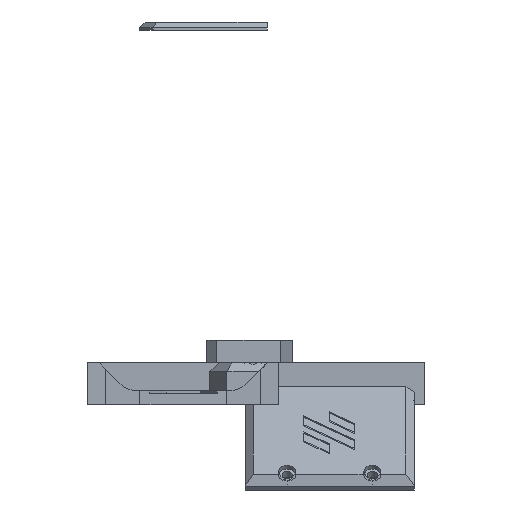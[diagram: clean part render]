
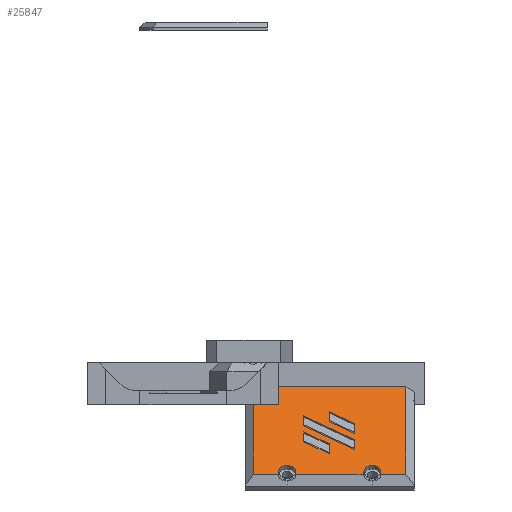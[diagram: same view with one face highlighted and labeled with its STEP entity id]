
A CAD part, left-side view. The second image highlights one B-rep face of the part: STEP entity #25847.
In plain terms, the highlighted planar face has unit normal (-0.707, 0, 0.707).
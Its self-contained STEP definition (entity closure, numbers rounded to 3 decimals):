
#143=FACE_BOUND('',#2750,.T.);
#144=FACE_BOUND('',#2751,.T.);
#145=FACE_BOUND('',#2752,.T.);
#319=CIRCLE('',#27262,3.);
#320=CIRCLE('',#27263,3.);
#321=CIRCLE('',#27279,3.);
#322=CIRCLE('',#27280,3.);
#1341=FACE_OUTER_BOUND('',#2749,.T.);
#2749=EDGE_LOOP('',(#20932,#20933,#20934,#20935,#20936,#20937,#20938,#20939,
#20940,#20941));
#2750=EDGE_LOOP('',(#20942,#20943,#20944,#20945));
#2751=EDGE_LOOP('',(#20946,#20947,#20948,#20949));
#2752=EDGE_LOOP('',(#20950,#20951,#20952,#20953));
#5465=LINE('',#38917,#8944);
#5469=LINE('',#38926,#8948);
#5473=LINE('',#38935,#8952);
#5481=LINE('',#38962,#8960);
#5484=LINE('',#38968,#8963);
#5487=LINE('',#38974,#8966);
#5489=LINE('',#38979,#8968);
#5492=LINE('',#38983,#8971);
#5494=LINE('',#38989,#8973);
#5497=LINE('',#38993,#8976);
#5499=LINE('',#38999,#8978);
#5502=LINE('',#39003,#8981);
#5506=LINE('',#39019,#8985);
#5507=LINE('',#39021,#8986);
#5508=LINE('',#39023,#8987);
#5509=LINE('',#39025,#8988);
#5510=LINE('',#39026,#8989);
#5511=LINE('',#39027,#8990);
#8944=VECTOR('',#31776,10.);
#8948=VECTOR('',#31782,10.);
#8952=VECTOR('',#31788,10.);
#8960=VECTOR('',#31816,10.);
#8963=VECTOR('',#31821,10.);
#8966=VECTOR('',#31826,10.);
#8968=VECTOR('',#31830,10.);
#8971=VECTOR('',#31835,10.);
#8973=VECTOR('',#31841,10.);
#8976=VECTOR('',#31846,10.);
#8978=VECTOR('',#31852,10.);
#8981=VECTOR('',#31857,10.);
#8985=VECTOR('',#31875,10.);
#8986=VECTOR('',#31876,10.);
#8987=VECTOR('',#31877,10.);
#8988=VECTOR('',#31878,10.);
#8989=VECTOR('',#31879,10.);
#8990=VECTOR('',#31880,10.);
#11748=VERTEX_POINT('',#38914);
#11749=VERTEX_POINT('',#38916);
#11752=VERTEX_POINT('',#38923);
#11753=VERTEX_POINT('',#38925);
#11756=VERTEX_POINT('',#38932);
#11757=VERTEX_POINT('',#38934);
#11762=VERTEX_POINT('',#38950);
#11763=VERTEX_POINT('',#38951);
#11764=VERTEX_POINT('',#38953);
#11766=VERTEX_POINT('',#38960);
#11768=VERTEX_POINT('',#38966);
#11770=VERTEX_POINT('',#38972);
#11772=VERTEX_POINT('',#38978);
#11774=VERTEX_POINT('',#38988);
#11776=VERTEX_POINT('',#38998);
#11778=VERTEX_POINT('',#39010);
#11779=VERTEX_POINT('',#39011);
#11780=VERTEX_POINT('',#39013);
#11781=VERTEX_POINT('',#39018);
#11782=VERTEX_POINT('',#39020);
#11783=VERTEX_POINT('',#39022);
#11784=VERTEX_POINT('',#39024);
#14934=EDGE_CURVE('',#11749,#11748,#5465,.T.);
#14938=EDGE_CURVE('',#11753,#11752,#5469,.T.);
#14942=EDGE_CURVE('',#11757,#11756,#5473,.T.);
#14950=EDGE_CURVE('',#11764,#11762,#319,.T.);
#14952=EDGE_CURVE('',#11763,#11764,#320,.T.);
#14955=EDGE_CURVE('',#11748,#11766,#5481,.T.);
#14958=EDGE_CURVE('',#11752,#11768,#5484,.T.);
#14961=EDGE_CURVE('',#11756,#11770,#5487,.T.);
#14963=EDGE_CURVE('',#11772,#11753,#5489,.T.);
#14966=EDGE_CURVE('',#11768,#11772,#5492,.T.);
#14968=EDGE_CURVE('',#11774,#11749,#5494,.T.);
#14971=EDGE_CURVE('',#11766,#11774,#5497,.T.);
#14973=EDGE_CURVE('',#11776,#11757,#5499,.T.);
#14976=EDGE_CURVE('',#11770,#11776,#5502,.T.);
#14980=EDGE_CURVE('',#11780,#11778,#321,.T.);
#14982=EDGE_CURVE('',#11779,#11780,#322,.T.);
#14983=EDGE_CURVE('',#11781,#11762,#5506,.T.);
#14984=EDGE_CURVE('',#11782,#11781,#5507,.T.);
#14985=EDGE_CURVE('',#11783,#11782,#5508,.T.);
#14986=EDGE_CURVE('',#11784,#11783,#5509,.T.);
#14987=EDGE_CURVE('',#11779,#11784,#5510,.T.);
#14988=EDGE_CURVE('',#11763,#11778,#5511,.T.);
#20932=ORIENTED_EDGE('',*,*,#14983,.F.);
#20933=ORIENTED_EDGE('',*,*,#14984,.F.);
#20934=ORIENTED_EDGE('',*,*,#14985,.F.);
#20935=ORIENTED_EDGE('',*,*,#14986,.F.);
#20936=ORIENTED_EDGE('',*,*,#14987,.F.);
#20937=ORIENTED_EDGE('',*,*,#14982,.T.);
#20938=ORIENTED_EDGE('',*,*,#14980,.T.);
#20939=ORIENTED_EDGE('',*,*,#14988,.F.);
#20940=ORIENTED_EDGE('',*,*,#14952,.T.);
#20941=ORIENTED_EDGE('',*,*,#14950,.T.);
#20942=ORIENTED_EDGE('',*,*,#14971,.T.);
#20943=ORIENTED_EDGE('',*,*,#14968,.T.);
#20944=ORIENTED_EDGE('',*,*,#14934,.T.);
#20945=ORIENTED_EDGE('',*,*,#14955,.T.);
#20946=ORIENTED_EDGE('',*,*,#14966,.T.);
#20947=ORIENTED_EDGE('',*,*,#14963,.T.);
#20948=ORIENTED_EDGE('',*,*,#14938,.T.);
#20949=ORIENTED_EDGE('',*,*,#14958,.T.);
#20950=ORIENTED_EDGE('',*,*,#14976,.T.);
#20951=ORIENTED_EDGE('',*,*,#14973,.T.);
#20952=ORIENTED_EDGE('',*,*,#14942,.T.);
#20953=ORIENTED_EDGE('',*,*,#14961,.T.);
#24598=PLANE('',#27281);
#25847=ADVANCED_FACE('',(#1341,#143,#144,#145),#24598,.F.);
#27262=AXIS2_PLACEMENT_3D('',#38954,#31807,#31808);
#27263=AXIS2_PLACEMENT_3D('',#38956,#31810,#31811);
#27279=AXIS2_PLACEMENT_3D('',#39014,#31868,#31869);
#27280=AXIS2_PLACEMENT_3D('',#39016,#31871,#31872);
#27281=AXIS2_PLACEMENT_3D('',#39017,#31873,#31874);
#31776=DIRECTION('',(0.388,0.836,0.388));
#31782=DIRECTION('',(0.707,0.,0.707));
#31788=DIRECTION('',(-0.388,-0.836,-0.388));
#31807=DIRECTION('center_axis',(0.707,0.,
-0.707));
#31808=DIRECTION('ref_axis',(0.,-1.,0.));
#31810=DIRECTION('center_axis',(0.707,0.,
-0.707));
#31811=DIRECTION('ref_axis',(0.,-1.,0.));
#31816=DIRECTION('',(0.707,0.,0.707));
#31821=DIRECTION('',(-0.388,-0.836,-0.388));
#31826=DIRECTION('',(-0.707,0.,-0.707));
#31830=DIRECTION('',(0.388,0.836,0.388));
#31835=DIRECTION('',(-0.707,0.,-0.707));
#31841=DIRECTION('',(-0.707,0.,-0.707));
#31846=DIRECTION('',(-0.388,-0.836,-0.388));
#31852=DIRECTION('',(0.707,0.,0.707));
#31857=DIRECTION('',(0.388,0.836,0.388));
#31868=DIRECTION('center_axis',(0.707,0.,
-0.707));
#31869=DIRECTION('ref_axis',(0.,-1.,0.));
#31871=DIRECTION('center_axis',(0.707,0.,
-0.707));
#31872=DIRECTION('ref_axis',(0.,-1.,0.));
#31873=DIRECTION('center_axis',(0.707,0.,
-0.707));
#31874=DIRECTION('ref_axis',(0.707,0.,0.707));
#31875=DIRECTION('',(0.,1.,0.));
#31876=DIRECTION('',(-0.707,0.,-0.707));
#31877=DIRECTION('',(0.,-1.,0.));
#31878=DIRECTION('',(0.707,0.,0.707));
#31879=DIRECTION('',(0.,1.,0.));
#31880=DIRECTION('',(0.,1.,0.));
#38914=CARTESIAN_POINT('',(29.273,41.009,-12.727));
#38916=CARTESIAN_POINT('',(25.028,31.875,-16.972));
#38917=CARTESIAN_POINT('',(26.088,34.155,-15.912));
#38923=CARTESIAN_POINT('',(38.097,41.009,-3.903));
#38925=CARTESIAN_POINT('',(34.994,41.009,-7.006));
#38926=CARTESIAN_POINT('',(33.618,41.009,-8.382));
#38932=CARTESIAN_POINT('',(35.325,22.752,-6.675));
#38934=CARTESIAN_POINT('',(39.571,31.886,-2.429));
#38935=CARTESIAN_POINT('',(38.435,29.442,-3.565));
#38950=CARTESIAN_POINT('',(17.321,13.902,-24.679));
#38951=CARTESIAN_POINT('',(17.321,19.098,-24.679));
#38953=CARTESIAN_POINT('',(18.382,19.5,-23.618));
#38954=CARTESIAN_POINT('Origin',(18.382,16.5,-23.618));
#38956=CARTESIAN_POINT('Origin',(18.382,16.5,-23.618));
#38960=CARTESIAN_POINT('',(32.377,41.009,-9.623));
#38962=CARTESIAN_POINT('',(30.757,41.009,-11.243));
#38966=CARTESIAN_POINT('',(29.606,22.739,-12.394));
#38968=CARTESIAN_POINT('',(35.703,35.858,-6.297));
#38972=CARTESIAN_POINT('',(32.221,22.752,-9.779));
#38974=CARTESIAN_POINT('',(33.783,22.752,-8.217));
#38978=CARTESIAN_POINT('',(26.502,22.739,-15.498));
#38979=CARTESIAN_POINT('',(28.822,27.73,-13.178));
#38983=CARTESIAN_POINT('',(30.924,22.739,-11.076));
#38988=CARTESIAN_POINT('',(28.132,31.875,-13.868));
#38989=CARTESIAN_POINT('',(30.186,31.875,-11.814));
#38993=CARTESIAN_POINT('',(30.846,37.714,-11.154));
#38998=CARTESIAN_POINT('',(36.467,31.886,-5.533));
#38999=CARTESIAN_POINT('',(34.354,31.886,-7.646));
#39003=CARTESIAN_POINT('',(33.677,25.882,-8.323));
#39010=CARTESIAN_POINT('',(17.321,44.302,-24.679));
#39011=CARTESIAN_POINT('',(17.321,49.498,-24.679));
#39013=CARTESIAN_POINT('',(18.382,49.9,-23.618));
#39014=CARTESIAN_POINT('Origin',(18.382,46.9,-23.618));
#39016=CARTESIAN_POINT('Origin',(18.382,46.9,-23.618));
#39017=CARTESIAN_POINT('Origin',(32.241,31.7,-9.759));
#39018=CARTESIAN_POINT('',(17.321,4.5,-24.679));
#39019=CARTESIAN_POINT('',(17.321,16.6,-24.679));
#39020=CARTESIAN_POINT('',(48.575,4.5,6.575));
#39021=CARTESIAN_POINT('',(40.762,4.5,-1.238));
#39022=CARTESIAN_POINT('',(48.575,58.9,6.575));
#39023=CARTESIAN_POINT('',(48.575,46.8,6.575));
#39024=CARTESIAN_POINT('',(17.321,58.9,-24.679));
#39025=CARTESIAN_POINT('',(23.721,58.9,-18.279));
#39026=CARTESIAN_POINT('',(17.321,16.6,-24.679));
#39027=CARTESIAN_POINT('',(17.321,16.6,-24.679));
